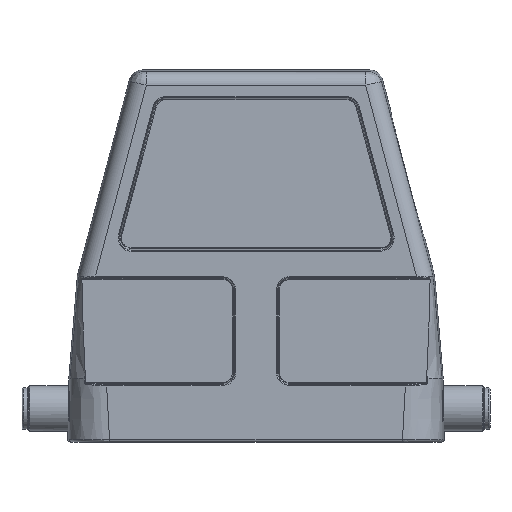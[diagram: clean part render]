
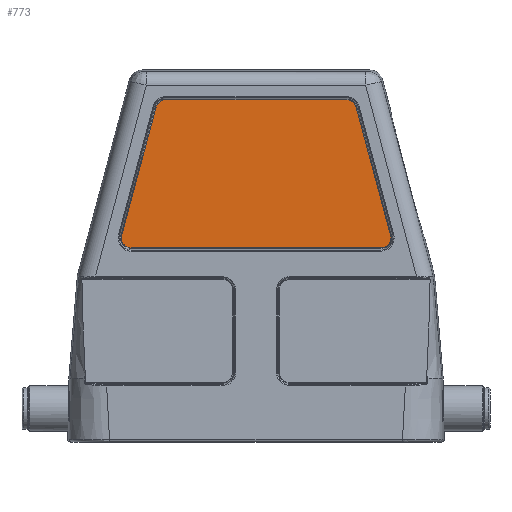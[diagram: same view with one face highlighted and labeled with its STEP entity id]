
A CAD part, front view. The second image highlights one B-rep face of the part: STEP entity #773.
In plain terms, the highlighted planar face has unit normal (0, -1, -0.006).
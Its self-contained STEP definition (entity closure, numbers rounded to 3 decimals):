
#453=PLANE('',#6072);
#773=ADVANCED_FACE('',(#1248),#453,.F.);
#1248=FACE_OUTER_BOUND('',#1583,.T.);
#1583=EDGE_LOOP('',(#3447,#3448,#3449,#3450,#3451,#3452,#3453,#3454));
#2040=LINE('',#12123,#2350);
#2041=LINE('',#12140,#2351);
#2042=LINE('',#12162,#2352);
#2043=LINE('',#12184,#2353);
#2350=VECTOR('',#7124,1.);
#2351=VECTOR('',#7125,1.);
#2352=VECTOR('',#7126,1.);
#2353=VECTOR('',#7127,1.);
#3447=ORIENTED_EDGE('',*,*,#5263,.F.);
#3448=ORIENTED_EDGE('',*,*,#5264,.F.);
#3449=ORIENTED_EDGE('',*,*,#5265,.F.);
#3450=ORIENTED_EDGE('',*,*,#5266,.F.);
#3451=ORIENTED_EDGE('',*,*,#5267,.F.);
#3452=ORIENTED_EDGE('',*,*,#5268,.F.);
#3453=ORIENTED_EDGE('',*,*,#5269,.F.);
#3454=ORIENTED_EDGE('',*,*,#5270,.F.);
#4541=VERTEX_POINT('',#12124);
#4542=VERTEX_POINT('',#12125);
#4543=VERTEX_POINT('',#12139);
#4544=VERTEX_POINT('',#12141);
#4545=VERTEX_POINT('',#12161);
#4546=VERTEX_POINT('',#12163);
#4547=VERTEX_POINT('',#12183);
#4548=VERTEX_POINT('',#12185);
#5263=EDGE_CURVE('',#4541,#4542,#2040,.T.);
#5264=EDGE_CURVE('',#4543,#4541,#5689,.T.);
#5265=EDGE_CURVE('',#4544,#4543,#2041,.T.);
#5266=EDGE_CURVE('',#4545,#4544,#5690,.T.);
#5267=EDGE_CURVE('',#4546,#4545,#2042,.T.);
#5268=EDGE_CURVE('',#4547,#4546,#5691,.T.);
#5269=EDGE_CURVE('',#4548,#4547,#2043,.T.);
#5270=EDGE_CURVE('',#4542,#4548,#5692,.T.);
#5689=B_SPLINE_CURVE_WITH_KNOTS('',3,(#12126,#12127,#12128,#12129,#12130,
#12131,#12132,#12133,#12134,#12135,#12136,#12137,#12138),.UNSPECIFIED.,
 .F.,.F.,(4,3,3,3,4),(0.,0.226,0.488,0.744,
1.),.UNSPECIFIED.);
#5690=B_SPLINE_CURVE_WITH_KNOTS('',3,(#12142,#12143,#12144,#12145,#12146,
#12147,#12148,#12149,#12150,#12151,#12152,#12153,#12154,#12155,#12156,#12157,
#12158,#12159,#12160),.UNSPECIFIED.,.F.,.F.,(4,3,3,3,3,3,4),(0.,0.078,
0.263,0.443,0.631,0.815,
1.),.UNSPECIFIED.);
#5691=B_SPLINE_CURVE_WITH_KNOTS('',3,(#12164,#12165,#12166,#12167,#12168,
#12169,#12170,#12171,#12172,#12173,#12174,#12175,#12176,#12177,#12178,#12179,
#12180,#12181,#12182),.UNSPECIFIED.,.F.,.F.,(4,3,3,3,3,3,4),(0.,0.185,
0.369,0.557,0.737,0.922,
1.),.UNSPECIFIED.);
#5692=B_SPLINE_CURVE_WITH_KNOTS('',3,(#12186,#12187,#12188,#12189,#12190,
#12191,#12192,#12193,#12194,#12195,#12196,#12197,#12198),.UNSPECIFIED.,
 .F.,.F.,(4,3,3,3,4),(0.,0.256,0.512,0.774,
1.),.UNSPECIFIED.);
#6072=AXIS2_PLACEMENT_3D('',#12199,#7128,#7129);
#7124=DIRECTION('',(1.,0.,0.));
#7125=DIRECTION('',(0.259,-0.006,0.966));
#7126=DIRECTION('',(-1.,0.,0.));
#7127=DIRECTION('',(0.259,0.006,-0.966));
#7128=DIRECTION('',(0.,1.,0.006));
#7129=DIRECTION('',(0.,0.006,-1.));
#12123=CARTESIAN_POINT('',(-76.018,-20.246,66.479));
#12124=CARTESIAN_POINT('',(-17.542,-20.246,66.479));
#12125=CARTESIAN_POINT('',(17.585,-20.246,66.479));
#12126=CARTESIAN_POINT('',(-19.402,-20.237,65.052));
#12127=CARTESIAN_POINT('',(-19.353,-20.239,65.235));
#12128=CARTESIAN_POINT('',(-19.275,-20.24,65.412));
#12129=CARTESIAN_POINT('',(-19.174,-20.241,65.573));
#12130=CARTESIAN_POINT('',(-19.057,-20.242,65.758));
#12131=CARTESIAN_POINT('',(-18.906,-20.243,65.924));
#12132=CARTESIAN_POINT('',(-18.734,-20.244,66.06));
#12133=CARTESIAN_POINT('',(-18.567,-20.245,66.193));
#12134=CARTESIAN_POINT('',(-18.375,-20.245,66.299));
#12135=CARTESIAN_POINT('',(-18.174,-20.246,66.37));
#12136=CARTESIAN_POINT('',(-17.972,-20.246,66.442));
#12137=CARTESIAN_POINT('',(-17.756,-20.246,66.479));
#12138=CARTESIAN_POINT('',(-17.542,-20.246,66.479));
#12139=CARTESIAN_POINT('',(-19.402,-20.237,65.052));
#12140=CARTESIAN_POINT('',(-30.004,-19.989,25.508));
#12141=CARTESIAN_POINT('',(-26.078,-20.081,40.151));
#12142=CARTESIAN_POINT('',(-24.217,-20.066,37.726));
#12143=CARTESIAN_POINT('',(-24.309,-20.066,37.726));
#12144=CARTESIAN_POINT('',(-24.401,-20.066,37.733));
#12145=CARTESIAN_POINT('',(-24.492,-20.066,37.746));
#12146=CARTESIAN_POINT('',(-24.707,-20.066,37.778));
#12147=CARTESIAN_POINT('',(-24.918,-20.066,37.848));
#12148=CARTESIAN_POINT('',(-25.111,-20.067,37.948));
#12149=CARTESIAN_POINT('',(-25.298,-20.068,38.046));
#12150=CARTESIAN_POINT('',(-25.471,-20.068,38.176));
#12151=CARTESIAN_POINT('',(-25.617,-20.069,38.328));
#12152=CARTESIAN_POINT('',(-25.768,-20.07,38.488));
#12153=CARTESIAN_POINT('',(-25.893,-20.072,38.677));
#12154=CARTESIAN_POINT('',(-25.98,-20.073,38.878));
#12155=CARTESIAN_POINT('',(-26.066,-20.074,39.076));
#12156=CARTESIAN_POINT('',(-26.119,-20.075,39.291));
#12157=CARTESIAN_POINT('',(-26.136,-20.077,39.506));
#12158=CARTESIAN_POINT('',(-26.153,-20.078,39.721));
#12159=CARTESIAN_POINT('',(-26.134,-20.08,39.942));
#12160=CARTESIAN_POINT('',(-26.078,-20.081,40.151));
#12161=CARTESIAN_POINT('',(-24.217,-20.066,37.726));
#12162=CARTESIAN_POINT('',(-76.018,-20.066,37.726));
#12163=CARTESIAN_POINT('',(24.26,-20.066,37.726));
#12164=CARTESIAN_POINT('',(26.121,-20.081,40.151));
#12165=CARTESIAN_POINT('',(26.177,-20.08,39.942));
#12166=CARTESIAN_POINT('',(26.196,-20.078,39.721));
#12167=CARTESIAN_POINT('',(26.179,-20.077,39.506));
#12168=CARTESIAN_POINT('',(26.162,-20.075,39.291));
#12169=CARTESIAN_POINT('',(26.109,-20.074,39.076));
#12170=CARTESIAN_POINT('',(26.023,-20.073,38.878));
#12171=CARTESIAN_POINT('',(25.936,-20.072,38.677));
#12172=CARTESIAN_POINT('',(25.811,-20.07,38.487));
#12173=CARTESIAN_POINT('',(25.659,-20.069,38.328));
#12174=CARTESIAN_POINT('',(25.514,-20.068,38.176));
#12175=CARTESIAN_POINT('',(25.34,-20.068,38.046));
#12176=CARTESIAN_POINT('',(25.153,-20.067,37.948));
#12177=CARTESIAN_POINT('',(24.961,-20.066,37.848));
#12178=CARTESIAN_POINT('',(24.749,-20.066,37.778));
#12179=CARTESIAN_POINT('',(24.535,-20.066,37.746));
#12180=CARTESIAN_POINT('',(24.444,-20.066,37.733));
#12181=CARTESIAN_POINT('',(24.352,-20.066,37.726));
#12182=CARTESIAN_POINT('',(24.26,-20.066,37.726));
#12183=CARTESIAN_POINT('',(26.121,-20.081,40.151));
#12184=CARTESIAN_POINT('',(19.849,-20.228,63.545));
#12185=CARTESIAN_POINT('',(19.445,-20.237,65.052));
#12186=CARTESIAN_POINT('',(17.585,-20.246,66.479));
#12187=CARTESIAN_POINT('',(17.798,-20.246,66.479));
#12188=CARTESIAN_POINT('',(18.015,-20.246,66.442));
#12189=CARTESIAN_POINT('',(18.217,-20.246,66.37));
#12190=CARTESIAN_POINT('',(18.418,-20.245,66.299));
#12191=CARTESIAN_POINT('',(18.61,-20.245,66.193));
#12192=CARTESIAN_POINT('',(18.777,-20.244,66.06));
#12193=CARTESIAN_POINT('',(18.949,-20.243,65.924));
#12194=CARTESIAN_POINT('',(19.1,-20.242,65.757));
#12195=CARTESIAN_POINT('',(19.217,-20.241,65.572));
#12196=CARTESIAN_POINT('',(19.318,-20.24,65.412));
#12197=CARTESIAN_POINT('',(19.396,-20.239,65.235));
#12198=CARTESIAN_POINT('',(19.445,-20.237,65.052));
#12199=CARTESIAN_POINT('',(-76.018,-20.066,37.844));
